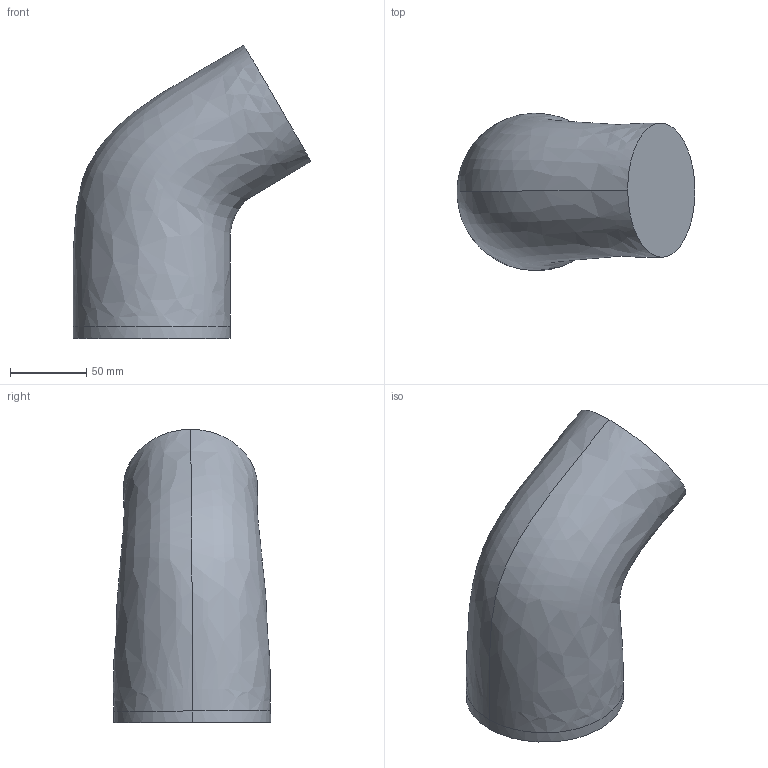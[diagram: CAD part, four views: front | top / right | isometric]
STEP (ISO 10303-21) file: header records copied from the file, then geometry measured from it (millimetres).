
FILE_DESCRIPTION(/* description */ (''),/* implementation_level */ '2;1');
FILE_NAME(/* name */ 'link5',/* time_stamp */ '2025-02-04T16:43:33+09:00',/* author */ (''),/* organization */ (''),/* preprocessor_version */ 'ST-DEVELOPER v19.2',/* originating_system */ 'Rhino 8.3',/* authorisation */ '');
FILE_SCHEMA (('CONFIG_CONTROL_DESIGN'));
Length unit declared in the file: millimetre
Products named in the file (2): Document; YL012_wrist body
Bounding box: 155.83 x 103.06 x 192.24 mm (x, y, z)
Volume: 1396727.1 mm3; surface area: 72747.9 mm2
Topology: 1 solids, 1 shells, 12 faces, 29 edges, 19 vertices
Faces by surface type: plane 8, cylinder 2, bspline 2
Entity records: 2748 total; most frequent: CARTESIAN_POINT 2256, ORIENTED_EDGE 58, EDGE_CURVE 29, B_SPLINE_CURVE_WITH_KNOTS 27, DIRECTION 22, VERTEX_POINT 19, AXIS2_PLACEMENT_3D 16, ORGANIZATION 14
